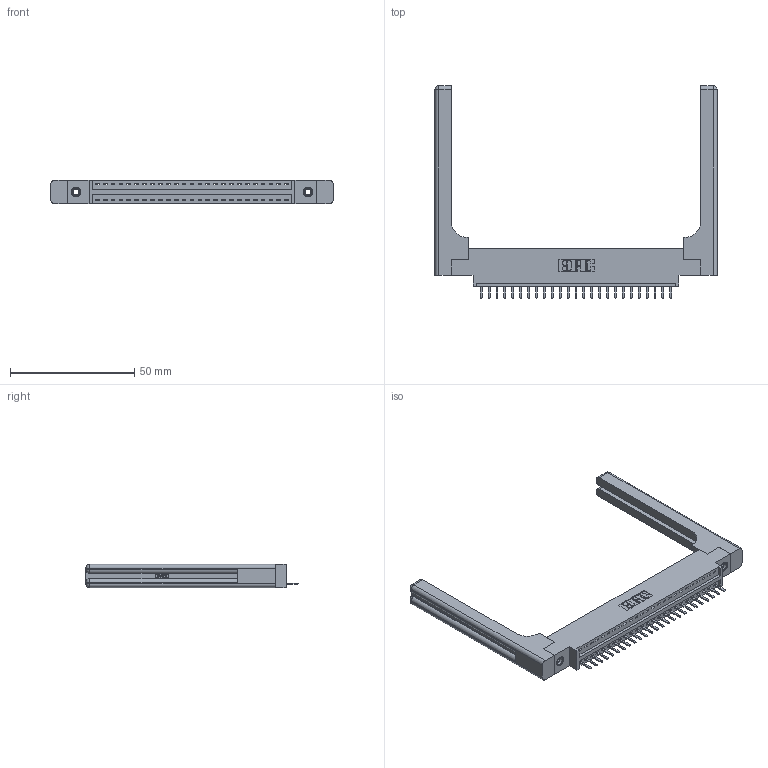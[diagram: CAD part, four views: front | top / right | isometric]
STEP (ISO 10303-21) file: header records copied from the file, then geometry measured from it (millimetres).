
FILE_DESCRIPTION (( 'STEP AP203' ), '1' );
FILE_NAME ('346-025-520-658.STEP', '2022-05-06T00:15:25', ( '' ), ( '' ), 'SwSTEP 2.0', 'SolidWorks 2020', '' );
FILE_SCHEMA (( 'CONFIG_CONTROL_DESIGN' ));
Length unit declared in the file: inch
Products named in the file (5): 345-250-001_345-250-001-102; 346-025-520-658; 345-292-001_345-293-120; 346 Part_0.170 Offset - 0.156 Dia-TH; 346-220-058_345-220-058
Assembly tree (30 placements, depth 2):
  346-025-520-658
    346 Part_0.170 Offset - 0.156 Dia-TH
    345-292-001_345-293-120  x25
    345-250-001_345-250-001-102  x2
    346-220-058_345-220-058  x2
Bounding box: 113.44 x 85.29 x 9.4 mm (x, y, z)
Volume: 18015 mm3; surface area: 18058.1 mm2
Topology: 30 solids, 30 shells, 1946 faces, 5643 edges, 3674 vertices
Faces by surface type: plane 1292, cylinder 594, bspline 36, cone 12, sphere 8, torus 4
Entity records: 23648 total; most frequent: CARTESIAN_POINT 5054, ORIENTED_EDGE 3796, DIRECTION 3396, EDGE_CURVE 1898, VECTOR 1570, LINE 1570, VERTEX_POINT 1254, AXIS2_PLACEMENT_3D 913
